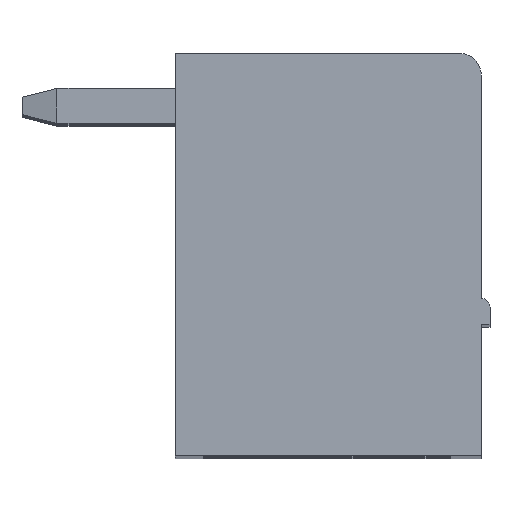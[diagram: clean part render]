
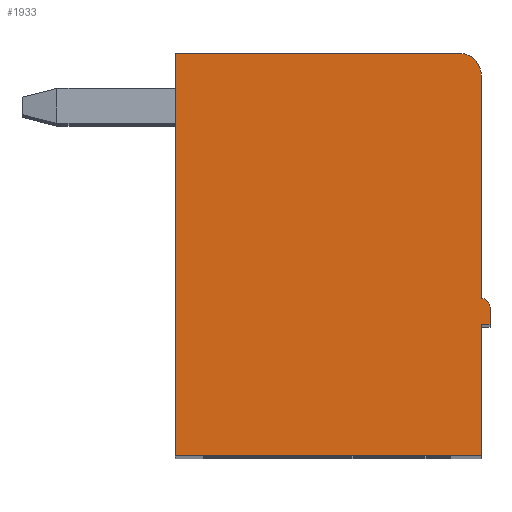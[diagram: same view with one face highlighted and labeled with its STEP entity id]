
A CAD part, top view. The second image highlights one B-rep face of the part: STEP entity #1933.
In plain terms, the highlighted planar face has unit normal (0, 0, 1).
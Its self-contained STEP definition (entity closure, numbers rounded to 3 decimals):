
#444 = VERTEX_POINT('',#445);
#445 = CARTESIAN_POINT('',(3.5,9.,21.35));
#460 = VERTEX_POINT('',#461);
#461 = CARTESIAN_POINT('',(10.5,9.,21.35));
#467 = EDGE_CURVE('',#444,#460,#468,.T.);
#468 = LINE('',#469,#470);
#469 = CARTESIAN_POINT('',(3.5,9.,21.35));
#470 = VECTOR('',#471,1.);
#471 = DIRECTION('',(1.,0.,0.));
#1821 = VERTEX_POINT('',#1822);
#1822 = CARTESIAN_POINT('',(10.5,12.,21.35));
#1828 = EDGE_CURVE('',#460,#1821,#1829,.T.);
#1829 = LINE('',#1830,#1831);
#1830 = CARTESIAN_POINT('',(10.5,9.,21.35));
#1831 = VECTOR('',#1832,1.);
#1832 = DIRECTION('',(0.,1.,0.));
#1852 = VERTEX_POINT('',#1853);
#1853 = CARTESIAN_POINT('',(10.7,12.,21.35));
#1859 = EDGE_CURVE('',#1821,#1852,#1860,.T.);
#1860 = LINE('',#1861,#1862);
#1861 = CARTESIAN_POINT('',(10.5,12.,21.35));
#1862 = VECTOR('',#1863,1.);
#1863 = DIRECTION('',(1.,0.,0.));
#1883 = VERTEX_POINT('',#1884);
#1884 = CARTESIAN_POINT('',(10.7,12.4,21.35));
#1890 = EDGE_CURVE('',#1852,#1883,#1891,.T.);
#1891 = LINE('',#1892,#1893);
#1892 = CARTESIAN_POINT('',(10.7,12.,21.35));
#1893 = VECTOR('',#1894,1.);
#1894 = DIRECTION('',(0.,1.,0.));
#1915 = VERTEX_POINT('',#1916);
#1916 = CARTESIAN_POINT('',(10.5,12.6,21.35));
#1922 = EDGE_CURVE('',#1883,#1915,#1923,.T.);
#1923 = CIRCLE('',#1924,0.2);
#1924 = AXIS2_PLACEMENT_3D('',#1925,#1926,#1927);
#1925 = CARTESIAN_POINT('',(10.5,12.4,21.35));
#1926 = DIRECTION('',(0.,0.,1.));
#1927 = DIRECTION('',(1.,0.,0.));
#1933 = ADVANCED_FACE('',(#1934),#1972,.T.);
#1934 = FACE_BOUND('',#1935,.T.);
#1935 = EDGE_LOOP('',(#1936,#1947,#1955,#1961,#1962,#1963,#1964,#1965,
    #1966));
#1936 = ORIENTED_EDGE('',*,*,#1937,.T.);
#1937 = EDGE_CURVE('',#1938,#1940,#1942,.T.);
#1938 = VERTEX_POINT('',#1939);
#1939 = CARTESIAN_POINT('',(10.5,17.7,21.35));
#1940 = VERTEX_POINT('',#1941);
#1941 = CARTESIAN_POINT('',(10.,18.2,21.35));
#1942 = CIRCLE('',#1943,0.5);
#1943 = AXIS2_PLACEMENT_3D('',#1944,#1945,#1946);
#1944 = CARTESIAN_POINT('',(10.,17.7,21.35));
#1945 = DIRECTION('',(0.,0.,1.));
#1946 = DIRECTION('',(1.,0.,0.));
#1947 = ORIENTED_EDGE('',*,*,#1948,.T.);
#1948 = EDGE_CURVE('',#1940,#1949,#1951,.T.);
#1949 = VERTEX_POINT('',#1950);
#1950 = CARTESIAN_POINT('',(3.5,18.2,21.35));
#1951 = LINE('',#1952,#1953);
#1952 = CARTESIAN_POINT('',(10.5,18.2,21.35));
#1953 = VECTOR('',#1954,1.);
#1954 = DIRECTION('',(-1.,0.,0.));
#1955 = ORIENTED_EDGE('',*,*,#1956,.T.);
#1956 = EDGE_CURVE('',#1949,#444,#1957,.T.);
#1957 = LINE('',#1958,#1959);
#1958 = CARTESIAN_POINT('',(3.5,18.2,21.35));
#1959 = VECTOR('',#1960,1.);
#1960 = DIRECTION('',(0.,-1.,0.));
#1961 = ORIENTED_EDGE('',*,*,#467,.T.);
#1962 = ORIENTED_EDGE('',*,*,#1828,.T.);
#1963 = ORIENTED_EDGE('',*,*,#1859,.T.);
#1964 = ORIENTED_EDGE('',*,*,#1890,.T.);
#1965 = ORIENTED_EDGE('',*,*,#1922,.T.);
#1966 = ORIENTED_EDGE('',*,*,#1967,.T.);
#1967 = EDGE_CURVE('',#1915,#1938,#1968,.T.);
#1968 = LINE('',#1969,#1970);
#1969 = CARTESIAN_POINT('',(10.5,12.6,21.35));
#1970 = VECTOR('',#1971,1.);
#1971 = DIRECTION('',(0.,1.,0.));
#1972 = PLANE('',#1973);
#1973 = AXIS2_PLACEMENT_3D('',#1974,#1975,#1976);
#1974 = CARTESIAN_POINT('',(10.5,12.4,21.35));
#1975 = DIRECTION('',(0.,0.,1.));
#1976 = DIRECTION('',(1.,0.,0.));
